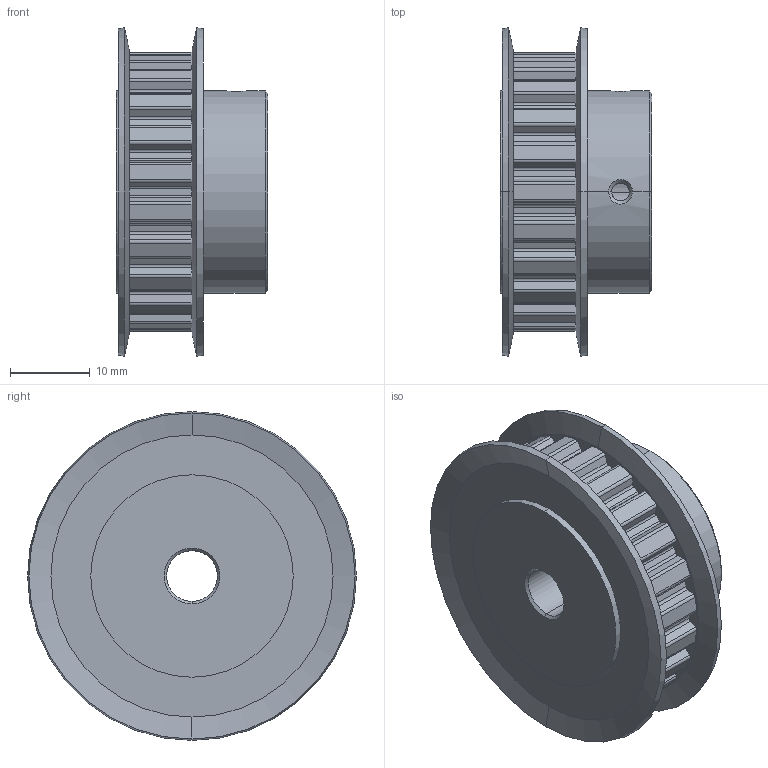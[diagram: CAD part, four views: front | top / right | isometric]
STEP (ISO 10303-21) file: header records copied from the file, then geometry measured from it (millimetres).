
FILE_DESCRIPTION (( 'STEP AP214' ), '1' );
FILE_NAME ('APB22XL025BF-250.step', '2015-04-08T20:59:51', ( '' ), ( '' ), 'SwSTEP 2.0', 'SolidWorks 2014', '' );
FILE_SCHEMA (( 'AUTOMOTIVE_DESIGN' ));
Length unit declared in the file: inch
Products named in the file (1): APB22XL025BF-250
Bounding box: 19.05 x 41.27 x 41.27 mm (x, y, z)
Volume: 13494.4 mm3; surface area: 6036.4 mm2
Topology: 1 solids, 1 shells, 226 faces, 647 edges, 425 vertices
Faces by surface type: cylinder 132, plane 72, cone 18, bspline 4
Entity records: 9630 total; most frequent: CARTESIAN_POINT 3450, DIRECTION 1352, ORIENTED_EDGE 1294, EDGE_CURVE 647, AXIS2_PLACEMENT_3D 501, VERTEX_POINT 425, LINE 350, VECTOR 350
